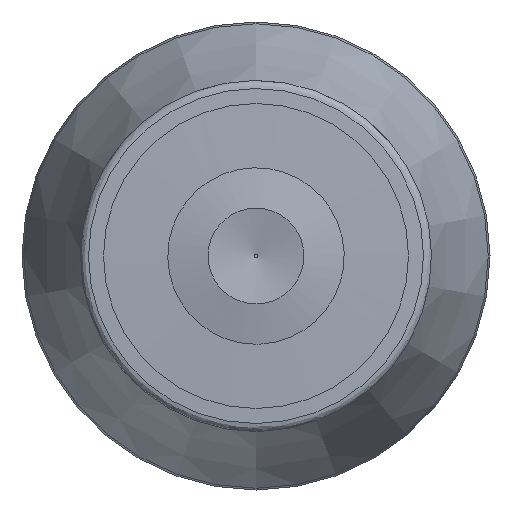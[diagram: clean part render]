
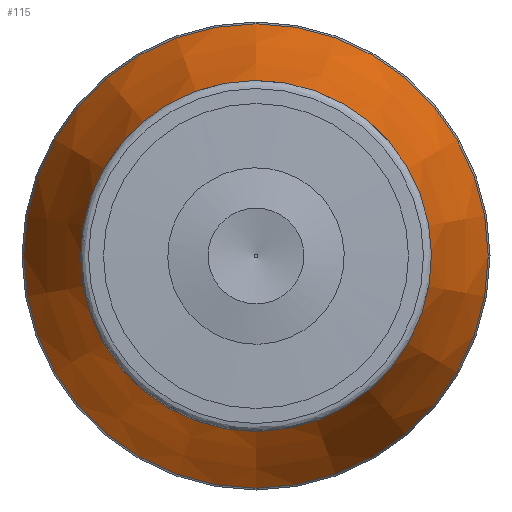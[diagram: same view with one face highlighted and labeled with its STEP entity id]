
A CAD part, left-side view. The second image highlights one B-rep face of the part: STEP entity #115.
In plain terms, the highlighted conical face has half-angle 19.44 degrees and reference radius 21.829 mm.
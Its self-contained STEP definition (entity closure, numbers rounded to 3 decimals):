
#93=CONICAL_SURFACE('',#448,21.829,19.44);
#115=ADVANCED_FACE('',(#169,#170),#93,.T.);
#169=FACE_BOUND('',#228,.T.);
#170=FACE_BOUND('',#229,.T.);
#228=EDGE_LOOP('',(#290));
#229=EDGE_LOOP('',(#291));
#290=ORIENTED_EDGE('',*,*,#369,.T.);
#291=ORIENTED_EDGE('',*,*,#368,.F.);
#337=VERTEX_POINT('',#642);
#338=VERTEX_POINT('',#645);
#368=EDGE_CURVE('',#337,#337,#399,.T.);
#369=EDGE_CURVE('',#338,#338,#400,.T.);
#399=CIRCLE('',#445,21.829);
#400=CIRCLE('',#447,16.285);
#445=AXIS2_PLACEMENT_3D('',#641,#529,#530);
#447=AXIS2_PLACEMENT_3D('',#644,#533,#534);
#448=AXIS2_PLACEMENT_3D('',#646,#535,#536);
#529=DIRECTION('',(1.,0.,0.));
#530=DIRECTION('',(0.,0.,1.));
#533=DIRECTION('',(1.,0.,0.));
#534=DIRECTION('',(0.,0.,1.));
#535=DIRECTION('',(1.,0.,0.));
#536=DIRECTION('',(0.,0.,-1.));
#641=CARTESIAN_POINT('',(120.515,0.,0.));
#642=CARTESIAN_POINT('',(120.515,0.,21.829));
#644=CARTESIAN_POINT('',(104.808,0.,0.));
#645=CARTESIAN_POINT('',(104.808,0.,16.285));
#646=CARTESIAN_POINT('',(120.515,0.,0.));
